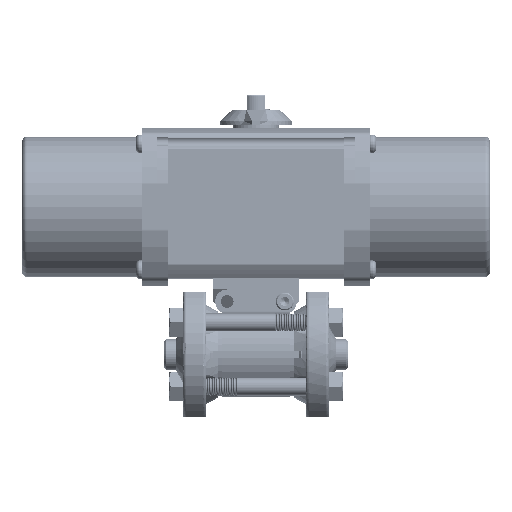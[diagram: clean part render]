
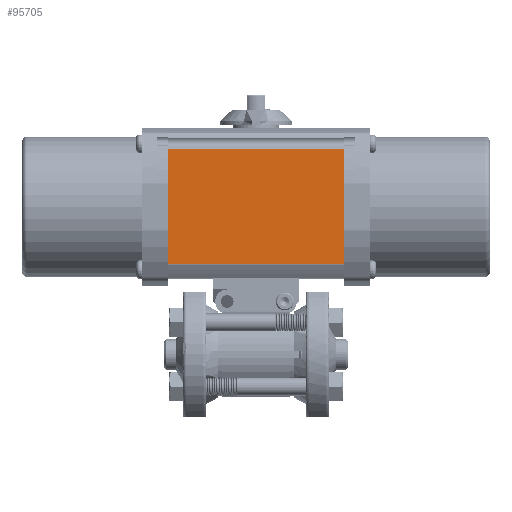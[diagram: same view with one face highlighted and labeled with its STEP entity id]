
A CAD part, top view. The second image highlights one B-rep face of the part: STEP entity #95705.
In plain terms, the highlighted planar face has unit normal (0, 0, 1).
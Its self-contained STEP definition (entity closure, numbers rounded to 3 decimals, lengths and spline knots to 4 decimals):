
#713 = EDGE_LOOP ( 'NONE', ( #63286, #129479, #159544, #168581 ) ) ;
#6593 = VECTOR ( 'NONE', #157731, 39.3701 ) ;
#11239 = EDGE_CURVE ( 'NONE', #168750, #117861, #109416, .T. ) ;
#11636 = CARTESIAN_POINT ( 'NONE',  ( -5.0403, 3.5694, 1.17 ) ) ;
#29326 = DIRECTION ( 'NONE',  ( 0., 1., 0. ) ) ;
#50846 = VERTEX_POINT ( 'NONE', #139988 ) ;
#62049 = VECTOR ( 'NONE', #166150, 39.3701 ) ;
#63286 = ORIENTED_EDGE ( 'NONE', *, *, #120115, .F. ) ;
#71103 = VECTOR ( 'NONE', #29326, 39.3701 ) ;
#71983 = VECTOR ( 'NONE', #176815, 39.3701 ) ;
#72306 = EDGE_CURVE ( 'NONE', #168750, #50846, #148573, .T. ) ;
#74658 = FACE_OUTER_BOUND ( 'NONE', #713, .T. ) ;
#79301 = CARTESIAN_POINT ( 'NONE',  ( 1.5275, 3.5694, 1.17 ) ) ;
#86725 = CARTESIAN_POINT ( 'NONE',  ( -1.5275, 3.5694, 1.17 ) ) ;
#95705 = ADVANCED_FACE ( 'NONE', ( #74658 ), #126992, .F. ) ;
#97300 = CARTESIAN_POINT ( 'NONE',  ( -1.5275, 3.5621, 1.17 ) ) ;
#100399 = LINE ( 'NONE', #79301, #62049 ) ;
#100708 = CARTESIAN_POINT ( 'NONE',  ( 1.5275, 3.5621, 1.17 ) ) ;
#109416 = LINE ( 'NONE', #86725, #71103 ) ;
#117861 = VERTEX_POINT ( 'NONE', #97300 ) ;
#120115 = EDGE_CURVE ( 'NONE', #128105, #50846, #100399, .T. ) ;
#126992 = PLANE ( 'NONE',  #131558 ) ;
#128105 = VERTEX_POINT ( 'NONE', #100708 ) ;
#129479 = ORIENTED_EDGE ( 'NONE', *, *, #158363, .T. ) ;
#131558 = AXIS2_PLACEMENT_3D ( 'NONE', #11636, #169794, #141397 ) ;
#139988 = CARTESIAN_POINT ( 'NONE',  ( 1.5275, 1.5679, 1.17 ) ) ;
#141397 = DIRECTION ( 'NONE',  ( 0., -1., 0. ) ) ;
#148573 = LINE ( 'NONE', #164214, #71983 ) ;
#155434 = LINE ( 'NONE', #186731, #6593 ) ;
#157731 = DIRECTION ( 'NONE',  ( -1., 0., 0. ) ) ;
#158363 = EDGE_CURVE ( 'NONE', #128105, #117861, #155434, .T. ) ;
#159544 = ORIENTED_EDGE ( 'NONE', *, *, #11239, .F. ) ;
#164214 = CARTESIAN_POINT ( 'NONE',  ( -5.0403, 1.5679, 1.17 ) ) ;
#166150 = DIRECTION ( 'NONE',  ( 0., -1., 0. ) ) ;
#168581 = ORIENTED_EDGE ( 'NONE', *, *, #72306, .T. ) ;
#168750 = VERTEX_POINT ( 'NONE', #181450 ) ;
#169794 = DIRECTION ( 'NONE',  ( 0., 0., -1. ) ) ;
#176815 = DIRECTION ( 'NONE',  ( 1., 0., 0. ) ) ;
#181450 = CARTESIAN_POINT ( 'NONE',  ( -1.5275, 1.5679, 1.17 ) ) ;
#186731 = CARTESIAN_POINT ( 'NONE',  ( -5.0403, 3.5621, 1.17 ) ) ;
